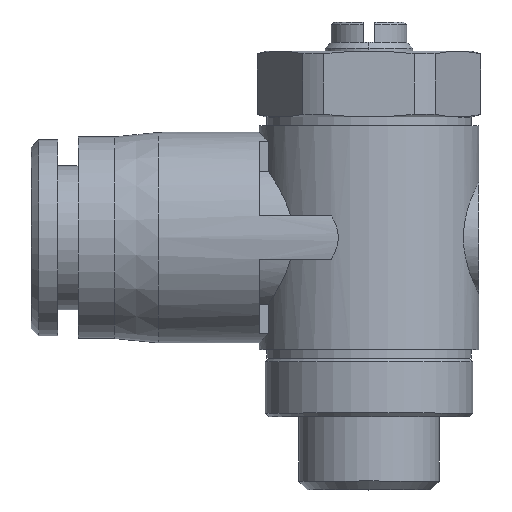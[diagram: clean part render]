
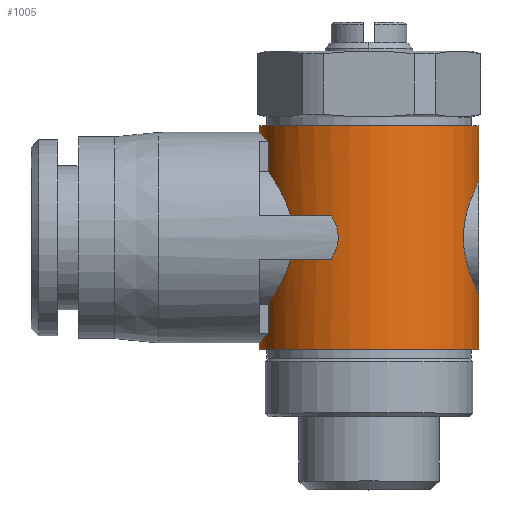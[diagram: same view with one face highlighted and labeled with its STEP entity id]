
A CAD part, top view. The second image highlights one B-rep face of the part: STEP entity #1005.
In plain terms, the highlighted cylindrical face has radius 7.5 mm (diameter 15 mm), a partial arc.
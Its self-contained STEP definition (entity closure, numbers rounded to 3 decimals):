
#54=DIRECTION('',(0.,1.,0.));
#55=VECTOR('',#54,3.85);
#56=CARTESIAN_POINT('',(7.5,3.8,0.));
#57=LINE('',#56,#55);
#58=DIRECTION('',(0.,1.,0.));
#59=VECTOR('',#58,0.45);
#60=CARTESIAN_POINT('',(-7.5,7.2,0.));
#61=LINE('',#60,#59);
#121=DIRECTION('',(0.,1.,0.));
#122=VECTOR('',#121,0.45);
#123=CARTESIAN_POINT('',(-7.5,-7.65,0.));
#124=LINE('',#123,#122);
#130=DIRECTION('',(0.,1.,0.));
#131=VECTOR('',#130,3.85);
#132=CARTESIAN_POINT('',(7.5,-7.65,0.));
#133=LINE('',#132,#131);
#144=CARTESIAN_POINT('',(7.5,3.8,0.));
#145=CARTESIAN_POINT('',(7.5,3.8,0.349));
#146=CARTESIAN_POINT('',(7.453,3.709,1.036));
#147=CARTESIAN_POINT('',(7.23,3.249,2.079));
#148=CARTESIAN_POINT('',(6.918,2.501,2.931));
#149=CARTESIAN_POINT('',(6.633,1.58,3.512));
#150=CARTESIAN_POINT('',(6.459,0.534,3.812));
#151=CARTESIAN_POINT('',(6.458,-0.52,3.814));
#152=CARTESIAN_POINT('',(6.629,-1.566,3.519));
#153=CARTESIAN_POINT('',(6.915,-2.492,2.939));
#154=CARTESIAN_POINT('',(7.227,-3.243,2.09));
#155=CARTESIAN_POINT('',(7.454,-3.711,1.034));
#156=CARTESIAN_POINT('',(7.5,-3.8,0.347));
#157=CARTESIAN_POINT('',(7.5,-3.8,0.));
#159=CARTESIAN_POINT('',(0.,-7.65,0.));
#160=DIRECTION('',(0.,-1.,0.));
#161=DIRECTION('',(1.,0.,0.));
#162=AXIS2_PLACEMENT_3D('',#159,#160,#161);
#164=CARTESIAN_POINT('',(-7.5,-7.2,0.));
#165=CARTESIAN_POINT('',(-7.5,-7.2,0.323));
#166=CARTESIAN_POINT('',(-7.459,-7.157,
0.984));
#167=CARTESIAN_POINT('',(-7.248,-6.938,2.021));
#168=CARTESIAN_POINT('',(-7.014,-6.693,2.679));
#169=CARTESIAN_POINT('',(-6.874,-6.545,3.));
#171=DIRECTION('',(0.,-1.,0.));
#172=VECTOR('',#171,1.995);
#173=CARTESIAN_POINT('',(-6.874,-4.55,3.));
#174=LINE('',#173,#172);
#175=CARTESIAN_POINT('',(-6.874,-4.55,3.));
#176=CARTESIAN_POINT('',(-6.797,-4.434,3.176));
#177=CARTESIAN_POINT('',(-6.63,-4.177,3.521));
#178=CARTESIAN_POINT('',(-6.347,-3.714,4.009));
#179=CARTESIAN_POINT('',(-6.027,-3.142,4.476));
#180=CARTESIAN_POINT('',(-5.679,-2.423,4.909));
#181=CARTESIAN_POINT('',(-5.459,-1.831,5.145));
#182=CARTESIAN_POINT('',(-5.366,-1.5,5.24));
#184=CARTESIAN_POINT('',(0.,-1.5,0.));
#185=DIRECTION('',(0.,-1.,0.));
#186=DIRECTION('',(-0.344,0.,0.939));
#187=AXIS2_PLACEMENT_3D('',#184,#185,#186);
#189=CARTESIAN_POINT('',(-2.581,-1.5,7.042));
#190=CARTESIAN_POINT('',(-2.473,-1.315,7.081));
#191=CARTESIAN_POINT('',(-2.28,-0.942,
7.146));
#192=CARTESIAN_POINT('',(-2.093,-0.32,
7.202));
#193=CARTESIAN_POINT('',(-2.092,0.315,7.203));
#194=CARTESIAN_POINT('',(-2.28,0.942,7.147));
#195=CARTESIAN_POINT('',(-2.473,1.315,7.081));
#196=CARTESIAN_POINT('',(-2.581,1.5,7.042));
#198=CARTESIAN_POINT('',(0.,1.5,0.));
#199=DIRECTION('',(0.,-1.,0.));
#200=DIRECTION('',(-0.344,0.,0.939));
#201=AXIS2_PLACEMENT_3D('',#198,#199,#200);
#203=CARTESIAN_POINT('',(-5.366,1.5,5.24));
#204=CARTESIAN_POINT('',(-5.451,1.803,5.153));
#205=CARTESIAN_POINT('',(-5.651,2.356,4.939));
#206=CARTESIAN_POINT('',(-5.988,3.067,4.527));
#207=CARTESIAN_POINT('',(-6.304,3.64,4.076));
#208=CARTESIAN_POINT('',(-6.6,4.13,3.579));
#209=CARTESIAN_POINT('',(-6.786,4.418,3.201));
#210=CARTESIAN_POINT('',(-6.874,4.55,3.));
#212=DIRECTION('',(0.,-1.,0.));
#213=VECTOR('',#212,1.995);
#214=CARTESIAN_POINT('',(-6.874,6.545,3.));
#215=LINE('',#214,#213);
#216=CARTESIAN_POINT('',(-6.874,6.545,3.));
#217=CARTESIAN_POINT('',(-7.014,6.693,2.678));
#218=CARTESIAN_POINT('',(-7.249,6.938,2.02));
#219=CARTESIAN_POINT('',(-7.459,7.158,0.982));
#220=CARTESIAN_POINT('',(-7.5,7.2,0.323));
#221=CARTESIAN_POINT('',(-7.5,7.2,0.));
#675=CARTESIAN_POINT('',(0.,7.65,0.));
#676=DIRECTION('',(0.,-1.,0.));
#677=DIRECTION('',(1.,0.,0.));
#678=AXIS2_PLACEMENT_3D('',#675,#676,#677);
#765=CARTESIAN_POINT('',(7.5,-7.65,0.));
#766=CARTESIAN_POINT('',(-7.5,-7.65,0.));
#767=VERTEX_POINT('',#765);
#768=VERTEX_POINT('',#766);
#769=CARTESIAN_POINT('',(7.5,7.65,0.));
#770=CARTESIAN_POINT('',(-7.5,7.65,0.));
#771=VERTEX_POINT('',#769);
#772=VERTEX_POINT('',#770);
#789=VERTEX_POINT('',#216);
#790=VERTEX_POINT('',#221);
#791=CARTESIAN_POINT('',(-6.874,4.55,3.));
#792=VERTEX_POINT('',#791);
#793=CARTESIAN_POINT('',(-2.581,1.5,7.042));
#794=CARTESIAN_POINT('',(-5.366,1.5,5.24));
#795=VERTEX_POINT('',#793);
#796=VERTEX_POINT('',#794);
#797=VERTEX_POINT('',#189);
#798=CARTESIAN_POINT('',(-5.366,-1.5,5.24));
#799=VERTEX_POINT('',#798);
#800=CARTESIAN_POINT('',(-6.874,-4.55,3.));
#801=CARTESIAN_POINT('',(-6.874,-6.545,3.));
#802=VERTEX_POINT('',#800);
#803=VERTEX_POINT('',#801);
#804=VERTEX_POINT('',#164);
#834=VERTEX_POINT('',#144);
#835=VERTEX_POINT('',#157);
#972=CARTESIAN_POINT('',(0.,9.075,0.));
#973=DIRECTION('',(0.,-1.,0.));
#974=DIRECTION('',(-1.,0.,0.));
#975=AXIS2_PLACEMENT_3D('',#972,#973,#974);
#976=CYLINDRICAL_SURFACE('',#975,7.5);
#977=ORIENTED_EDGE('',*,*,#966,.T.);
#978=ORIENTED_EDGE('',*,*,#934,.F.);
#979=ORIENTED_EDGE('',*,*,#891,.T.);
#980=ORIENTED_EDGE('',*,*,#931,.T.);
#982=ORIENTED_EDGE('',*,*,#981,.T.);
#984=ORIENTED_EDGE('',*,*,#983,.F.);
#986=ORIENTED_EDGE('',*,*,#985,.T.);
#988=ORIENTED_EDGE('',*,*,#987,.F.);
#990=ORIENTED_EDGE('',*,*,#989,.T.);
#992=ORIENTED_EDGE('',*,*,#991,.T.);
#994=ORIENTED_EDGE('',*,*,#993,.T.);
#996=ORIENTED_EDGE('',*,*,#995,.F.);
#998=ORIENTED_EDGE('',*,*,#997,.T.);
#999=ORIENTED_EDGE('',*,*,#911,.T.);
#1001=ORIENTED_EDGE('',*,*,#1000,.F.);
#1002=ORIENTED_EDGE('',*,*,#907,.F.);
#1003=EDGE_LOOP('',(#977,#978,#979,#980,#982,#984,#986,#988,#990,#992,#994,#996,
#998,#999,#1001,#1002));
#1004=FACE_OUTER_BOUND('',#1003,.F.);
#1005=ADVANCED_FACE('',(#1004),#976,.T.);
#158=B_SPLINE_CURVE_WITH_KNOTS('',3,(#144,#145,#146,#147,#148,#149,#150,#151,
#152,#153,#154,#155,#156,#157),.UNSPECIFIED.,.F.,.F.,(4,1,1,1,1,1,1,1,1,1,1,4),(
0.,0.091,0.182,0.273,0.364,
0.455,0.545,0.636,0.727,
0.818,0.909,1.),.UNSPECIFIED.);
#163=CIRCLE('',#162,7.5);
#170=B_SPLINE_CURVE_WITH_KNOTS('',3,(#164,#165,#166,#167,#168,#169),
.UNSPECIFIED.,.F.,.F.,(4,1,1,4),(0.,0.333,0.667,1.),
.UNSPECIFIED.);
#183=B_SPLINE_CURVE_WITH_KNOTS('',3,(#175,#176,#177,#178,#179,#180,#181,#182),
.UNSPECIFIED.,.F.,.F.,(4,1,1,1,1,4),(0.,0.2,0.4,0.6,0.8,1.),
.UNSPECIFIED.);
#188=CIRCLE('',#187,7.5);
#197=B_SPLINE_CURVE_WITH_KNOTS('',3,(#189,#190,#191,#192,#193,#194,#195,#196),
.UNSPECIFIED.,.F.,.F.,(4,1,1,1,1,4),(0.,0.2,0.4,0.6,0.8,1.),
.UNSPECIFIED.);
#202=CIRCLE('',#201,7.5);
#211=B_SPLINE_CURVE_WITH_KNOTS('',3,(#203,#204,#205,#206,#207,#208,#209,#210),
.UNSPECIFIED.,.F.,.F.,(4,1,1,1,1,4),(0.,0.2,0.4,0.6,0.8,1.),
.UNSPECIFIED.);
#222=B_SPLINE_CURVE_WITH_KNOTS('',3,(#216,#217,#218,#219,#220,#221),
.UNSPECIFIED.,.F.,.F.,(4,1,1,4),(0.,0.333,0.667,1.),
.UNSPECIFIED.);
#679=CIRCLE('',#678,7.5);
#891=EDGE_CURVE('',#767,#768,#163,.T.);
#907=EDGE_CURVE('',#834,#771,#57,.T.);
#911=EDGE_CURVE('',#790,#772,#61,.T.);
#931=EDGE_CURVE('',#768,#804,#124,.T.);
#934=EDGE_CURVE('',#767,#835,#133,.T.);
#966=EDGE_CURVE('',#834,#835,#158,.T.);
#981=EDGE_CURVE('',#804,#803,#170,.T.);
#983=EDGE_CURVE('',#802,#803,#174,.T.);
#985=EDGE_CURVE('',#802,#799,#183,.T.);
#987=EDGE_CURVE('',#797,#799,#188,.T.);
#989=EDGE_CURVE('',#797,#795,#197,.T.);
#991=EDGE_CURVE('',#795,#796,#202,.T.);
#993=EDGE_CURVE('',#796,#792,#211,.T.);
#995=EDGE_CURVE('',#789,#792,#215,.T.);
#997=EDGE_CURVE('',#789,#790,#222,.T.);
#1000=EDGE_CURVE('',#771,#772,#679,.T.);
